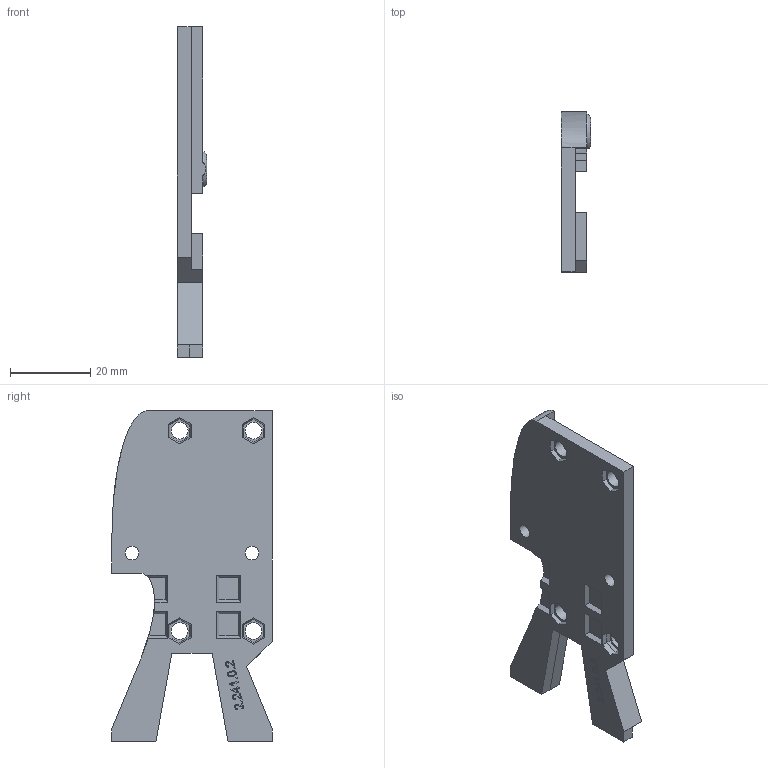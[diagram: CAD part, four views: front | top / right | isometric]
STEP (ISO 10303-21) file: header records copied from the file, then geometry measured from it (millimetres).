
FILE_DESCRIPTION(/* description */ (''),/* implementation_level */ '2;1');
FILE_NAME(/* name */ 'bmgm_adapter.step',/* time_stamp */ '2019-11-04T19:46:47-08:00',/* author */ (''),/* organization */ (''),/* preprocessor_version */ 'ST-DEVELOPER v18',/* originating_system */ 'Autodesk Translation Framework v8.9.1.1155',/* authorisation */ '');
FILE_SCHEMA (('AUTOMOTIVE_DESIGN { 1 0 10303 214 3 1 1 }'));
Length unit declared in the file: millimetre
Products named in the file (1): bmgm_adapter
Bounding box: 7.32 x 40 x 82.55 mm (x, y, z)
Volume: 10494.7 mm3; surface area: 7162.7 mm2
Topology: 1 solids, 1 shells, 232 faces, 626 edges, 414 vertices
Faces by surface type: plane 136, bspline 86, cylinder 8, cone 2
Full cylindrical faces by diameter (mm): 3.4 x2, 4.2 x4, 6 x2
Entity records: 8210 total; most frequent: CARTESIAN_POINT 2936, ORIENTED_EDGE 1252, DIRECTION 755, EDGE_CURVE 626, LINE 415, VECTOR 415, VERTEX_POINT 414, EDGE_LOOP 262
